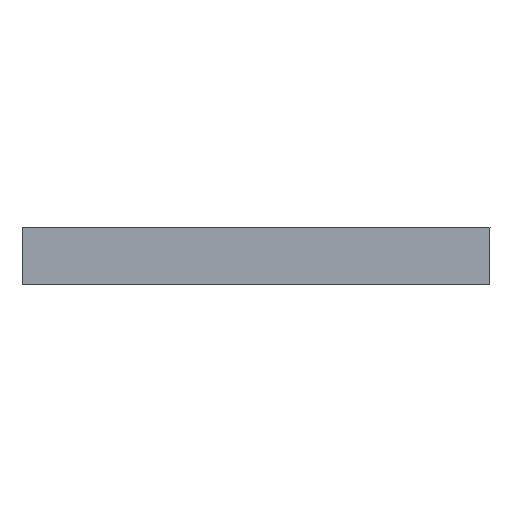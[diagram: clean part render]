
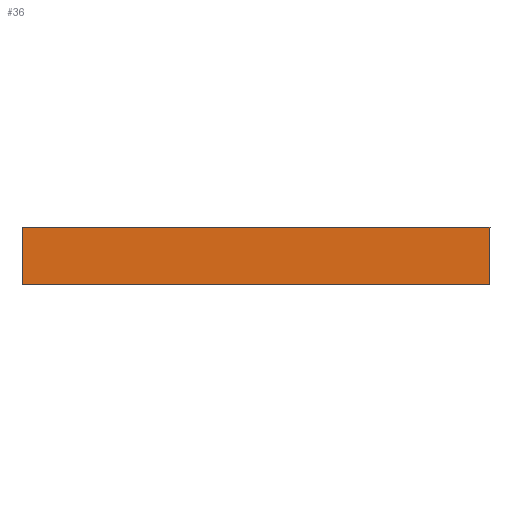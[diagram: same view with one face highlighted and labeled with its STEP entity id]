
A CAD part, left-side view. The second image highlights one B-rep face of the part: STEP entity #36.
In plain terms, the highlighted planar face has unit normal (-1, 0, 0).
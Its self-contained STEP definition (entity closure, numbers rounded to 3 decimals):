
#36=ADVANCED_FACE('',(#108),#72,.T.);
#72=PLANE('',#759);
#108=FACE_OUTER_BOUND('',#144,.T.);
#144=EDGE_LOOP('',(#204,#205,#206,#207));
#204=ORIENTED_EDGE('',*,*,#476,.T.);
#205=ORIENTED_EDGE('',*,*,#477,.F.);
#206=ORIENTED_EDGE('',*,*,#478,.F.);
#207=ORIENTED_EDGE('',*,*,#479,.T.);
#408=VERTEX_POINT('',#1025);
#409=VERTEX_POINT('',#1026);
#410=VERTEX_POINT('',#1028);
#411=VERTEX_POINT('',#1030);
#476=EDGE_CURVE('',#408,#409,#578,.T.);
#477=EDGE_CURVE('',#410,#409,#579,.T.);
#478=EDGE_CURVE('',#411,#410,#580,.T.);
#479=EDGE_CURVE('',#411,#408,#581,.T.);
#578=LINE('',#1024,#680);
#579=LINE('',#1027,#681);
#580=LINE('',#1029,#682);
#581=LINE('',#1031,#683);
#680=VECTOR('',#825,1.);
#681=VECTOR('',#826,1.);
#682=VECTOR('',#827,1.);
#683=VECTOR('',#828,1.);
#759=AXIS2_PLACEMENT_3D('',#1032,#829,#830);
#825=DIRECTION('',(0.,0.,1.));
#826=DIRECTION('',(0.,-1.,0.));
#827=DIRECTION('',(0.,0.,1.));
#828=DIRECTION('',(0.,-1.,0.));
#829=DIRECTION('',(-1.,0.,0.));
#830=DIRECTION('',(0.,0.,1.));
#1024=CARTESIAN_POINT('',(-9.5,-4.5,-0.1));
#1025=CARTESIAN_POINT('',(-9.5,-4.5,-0.1));
#1026=CARTESIAN_POINT('',(-9.5,-4.5,1.));
#1027=CARTESIAN_POINT('',(-9.5,4.5,1.));
#1028=CARTESIAN_POINT('',(-9.5,4.5,1.));
#1029=CARTESIAN_POINT('',(-9.5,4.5,-0.1));
#1030=CARTESIAN_POINT('',(-9.5,4.5,-0.1));
#1031=CARTESIAN_POINT('',(-9.5,4.5,-0.1));
#1032=CARTESIAN_POINT('',(-9.5,4.5,-0.1));
